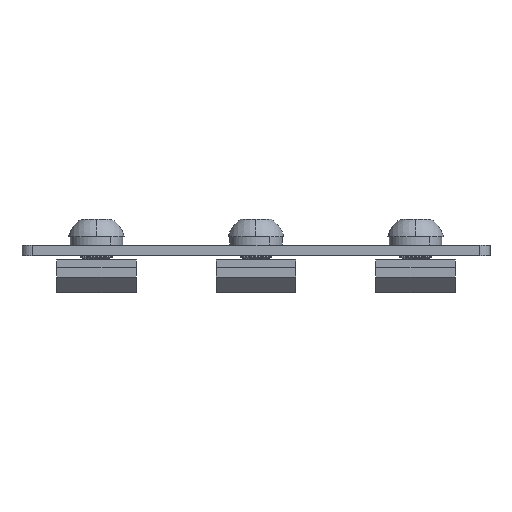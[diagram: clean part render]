
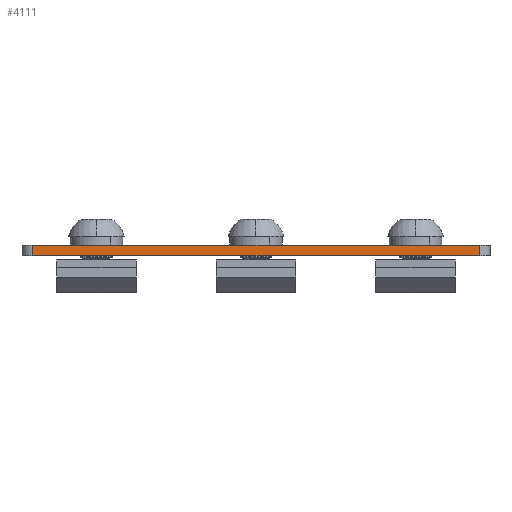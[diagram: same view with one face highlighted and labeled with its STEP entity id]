
A CAD part, front view. The second image highlights one B-rep face of the part: STEP entity #4111.
In plain terms, the highlighted planar face has unit normal (0, -1, 0).
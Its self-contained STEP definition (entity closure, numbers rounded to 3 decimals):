
#2956 = VERTEX_POINT ( 'NONE', #11875 ) ;
#2976 = VERTEX_POINT ( 'NONE', #11895 ) ;
#3062 = VERTEX_POINT ( 'NONE', #11981 ) ;
#3467 = CARTESIAN_POINT ( 'NONE',  ( 31.97, -35.395, 1. ) ) ;
#3469 = PLANE ( 'NONE',  #6297 ) ;
#3472 = DIRECTION ( 'NONE',  ( 0., 1., 0. ) ) ;
#3473 = DIRECTION ( 'NONE',  ( -1., 0., 0. ) ) ;
#4111 = ADVANCED_FACE ( 'NONE', ( #13765 ), #3469, .F. ) ;
#4717 = EDGE_CURVE ( 'NONE', #2976, #2956, #14272, .T. ) ;
#4741 = EDGE_CURVE ( 'NONE', #9263, #3062, #14595, .T. ) ;
#4779 = EDGE_CURVE ( 'NONE', #9263, #2976, #14623, .T. ) ;
#4780 = EDGE_CURVE ( 'NONE', #3062, #2956, #14651, .T. ) ;
#6297 = AXIS2_PLACEMENT_3D ( 'NONE', #3467, #3472, #3473 ) ;
#7903 = ORIENTED_EDGE ( 'NONE', *, *, #4717, .T. ) ;
#7932 = ORIENTED_EDGE ( 'NONE', *, *, #4780, .F. ) ;
#7993 = ORIENTED_EDGE ( 'NONE', *, *, #4779, .T. ) ;
#8084 = ORIENTED_EDGE ( 'NONE', *, *, #4741, .F. ) ;
#8599 = DIRECTION ( 'NONE',  ( 1., 0., 0. ) ) ;
#8600 = CARTESIAN_POINT ( 'NONE',  ( 31.97, -35.395, -1. ) ) ;
#8665 = CARTESIAN_POINT ( 'NONE',  ( 31.97, -35.395, 1. ) ) ;
#8666 = DIRECTION ( 'NONE',  ( 1., 0., 0. ) ) ;
#8750 = DIRECTION ( 'NONE',  ( 0., 0., -1. ) ) ;
#8764 = CARTESIAN_POINT ( 'NONE',  ( -52.03, -35.395, 1. ) ) ;
#8768 = CARTESIAN_POINT ( 'NONE',  ( 31.97, -35.395, 1. ) ) ;
#8769 = DIRECTION ( 'NONE',  ( 0., 0., -1. ) ) ;
#9263 = VERTEX_POINT ( 'NONE', #9754 ) ;
#9754 = CARTESIAN_POINT ( 'NONE',  ( -52.03, -35.395, 1. ) ) ;
#11875 = CARTESIAN_POINT ( 'NONE',  ( 31.97, -35.395, -1. ) ) ;
#11895 = CARTESIAN_POINT ( 'NONE',  ( -52.03, -35.395, -1. ) ) ;
#11981 = CARTESIAN_POINT ( 'NONE',  ( 31.97, -35.395, 1. ) ) ;
#13765 = FACE_OUTER_BOUND ( 'NONE', #16148, .T. ) ;
#14272 = LINE ( 'NONE', #8600, #14276 ) ;
#14276 = VECTOR ( 'NONE', #8599, 1000. ) ;
#14595 = LINE ( 'NONE', #8665, #14598 ) ;
#14598 = VECTOR ( 'NONE', #8666, 1000. ) ;
#14623 = LINE ( 'NONE', #8764, #14652 ) ;
#14651 = LINE ( 'NONE', #8768, #14654 ) ;
#14652 = VECTOR ( 'NONE', #8750, 1000. ) ;
#14654 = VECTOR ( 'NONE', #8769, 1000. ) ;
#16148 = EDGE_LOOP ( 'NONE', ( #7903, #7932, #8084, #7993 ) ) ;
